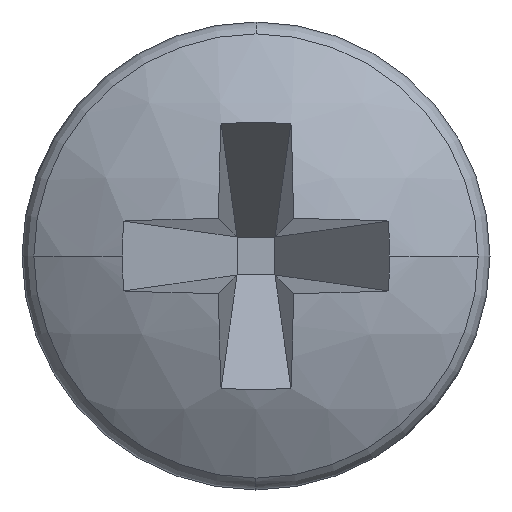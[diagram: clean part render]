
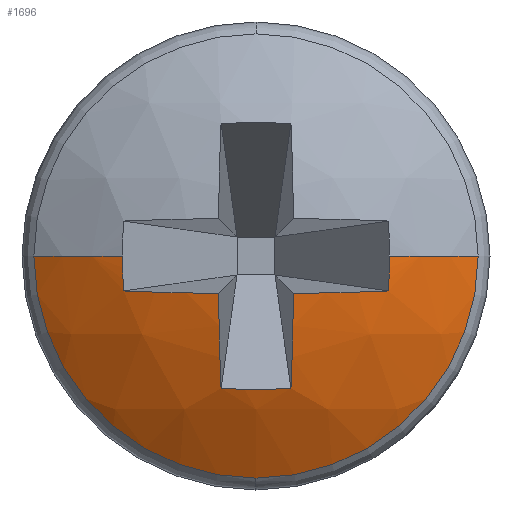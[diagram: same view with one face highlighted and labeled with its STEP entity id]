
A CAD part, left-side view. The second image highlights one B-rep face of the part: STEP entity #1696.
In plain terms, the highlighted spherical face has radius 3.495 mm.
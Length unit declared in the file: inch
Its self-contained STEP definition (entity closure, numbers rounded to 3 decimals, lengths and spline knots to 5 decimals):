
#29 = DIRECTION ( 'NONE',  ( 0., 1., 0. ) ) ;
#41 = AXIS2_PLACEMENT_3D ( 'NONE', #54, #74, #29 ) ;
#54 = CARTESIAN_POINT ( 'NONE',  ( 0.1376, 0., 0. ) ) ;
#57 = DIRECTION ( 'NONE',  ( 1., 0., 0. ) ) ;
#67 = DIRECTION ( 'NONE',  ( 0.994, 0., 0.114 ) ) ;
#74 = DIRECTION ( 'NONE',  ( 0., 0., -1. ) ) ;
#87 = FACE_OUTER_BOUND ( 'NONE', #455, .T. ) ;
#196 = DIRECTION ( 'NONE',  ( 0.629, 0., -0.777 ) ) ;
#198 = EDGE_CURVE ( 'NONE', #1115, #477, #2493, .T. ) ;
#241 = ORIENTED_EDGE ( 'NONE', *, *, #1921, .F. ) ;
#265 = CARTESIAN_POINT ( 'NONE',  ( 0.02512, -0.07926, 0. ) ) ;
#300 = DIRECTION ( 'NONE',  ( -0.114, 0., 0.994 ) ) ;
#329 = CARTESIAN_POINT ( 'NONE',  ( 0.13735, 0., 0.00221 ) ) ;
#400 = ORIENTED_EDGE ( 'NONE', *, *, #2599, .T. ) ;
#432 = CIRCLE ( 'NONE', #3880, 0.07926 ) ;
#437 = CIRCLE ( 'NONE', #3472, 0.1376 ) ;
#455 = EDGE_LOOP ( 'NONE', ( #2621, #3052, #1772, #400, #241, #3278, #2272, #3685, #1882, #3655, #3201 ) ) ;
#477 = VERTEX_POINT ( 'NONE', #2219 ) ;
#478 = DIRECTION ( 'NONE',  ( 0.777, 0.629, 0. ) ) ;
#505 = DIRECTION ( 'NONE',  ( 0., 0., 1. ) ) ;
#601 = DIRECTION ( 'NONE',  ( -0.777, 0., -0.629 ) ) ;
#603 = CIRCLE ( 'NONE', #3775, 0.13031 ) ;
#606 = CARTESIAN_POINT ( 'NONE',  ( 0.1376, 0., 0. ) ) ;
#629 = DIRECTION ( 'NONE',  ( 0.994, 0., 0.114 ) ) ;
#658 = SPHERICAL_SURFACE ( 'NONE', #41, 0.1376 ) ;
#687 = VERTEX_POINT ( 'NONE', #265 ) ;
#704 = EDGE_CURVE ( 'NONE', #882, #477, #2766, .T. ) ;
#749 = DIRECTION ( 'NONE',  ( -0.114, 0., 0.994 ) ) ;
#755 = CARTESIAN_POINT ( 'NONE',  ( 0.13735, 0., 0.00221 ) ) ;
#882 = VERTEX_POINT ( 'NONE', #1057 ) ;
#896 = DIRECTION ( 'NONE',  ( -1., 0., 0. ) ) ;
#958 = CARTESIAN_POINT ( 'NONE',  ( 0.0013, -0.01335, -0.01335 ) ) ;
#1057 = CARTESIAN_POINT ( 'NONE',  ( 0.00897, -0.01247, -0.04724 ) ) ;
#1115 = VERTEX_POINT ( 'NONE', #3452 ) ;
#1173 = VERTEX_POINT ( 'NONE', #3629 ) ;
#1186 = CARTESIAN_POINT ( 'NONE',  ( 0.0085, 0.04762, 0. ) ) ;
#1221 = EDGE_CURVE ( 'NONE', #882, #2836, #2028, .T. ) ;
#1231 = DIRECTION ( 'NONE',  ( 0., 1., 0. ) ) ;
#1247 = EDGE_CURVE ( 'NONE', #3640, #2855, #2467, .T. ) ;
#1291 = AXIS2_PLACEMENT_3D ( 'NONE', #3767, #2483, #2900 ) ;
#1337 = AXIS2_PLACEMENT_3D ( 'NONE', #329, #300, #67 ) ;
#1371 = CARTESIAN_POINT ( 'NONE',  ( 0.10979, 0.03436, 0. ) ) ;
#1438 = DIRECTION ( 'NONE',  ( 0., 0., -1. ) ) ;
#1460 = CARTESIAN_POINT ( 'NONE',  ( 0.1376, 0., 0. ) ) ;
#1469 = AXIS2_PLACEMENT_3D ( 'NONE', #2481, #2802, #2801 ) ;
#1542 = DIRECTION ( 'NONE',  ( 0.629, -0.777, 0. ) ) ;
#1604 = CARTESIAN_POINT ( 'NONE',  ( 0.02512, 0., 0. ) ) ;
#1696 = ADVANCED_FACE ( 'NONE', ( #87 ), #658, .T. ) ;
#1708 = AXIS2_PLACEMENT_3D ( 'NONE', #1604, #896, #505 ) ;
#1710 = VERTEX_POINT ( 'NONE', #2486 ) ;
#1772 = ORIENTED_EDGE ( 'NONE', *, *, #2879, .T. ) ;
#1854 = VERTEX_POINT ( 'NONE', #3125 ) ;
#1882 = ORIENTED_EDGE ( 'NONE', *, *, #3755, .F. ) ;
#1891 = AXIS2_PLACEMENT_3D ( 'NONE', #2120, #2062, #1995 ) ;
#1921 = EDGE_CURVE ( 'NONE', #2836, #1173, #3652, .T. ) ;
#1941 = CIRCLE ( 'NONE', #1891, 0.13031 ) ;
#1995 = DIRECTION ( 'NONE',  ( -0.777, 0.629, 0. ) ) ;
#2028 = CIRCLE ( 'NONE', #1291, 0.13758 ) ;
#2062 = DIRECTION ( 'NONE',  ( 0.629, 0.777, 0. ) ) ;
#2105 = AXIS2_PLACEMENT_3D ( 'NONE', #606, #2516, #57 ) ;
#2120 = CARTESIAN_POINT ( 'NONE',  ( 0.10979, -0.03436, 0. ) ) ;
#2153 = VERTEX_POINT ( 'NONE', #3041 ) ;
#2219 = CARTESIAN_POINT ( 'NONE',  ( 0.00897, 0.01247, -0.04724 ) ) ;
#2272 = ORIENTED_EDGE ( 'NONE', *, *, #704, .T. ) ;
#2467 = CIRCLE ( 'NONE', #2105, 0.1376 ) ;
#2481 = CARTESIAN_POINT ( 'NONE',  ( 0.13735, -0.00221, 0. ) ) ;
#2482 = EDGE_CURVE ( 'NONE', #3640, #2153, #3115, .T. ) ;
#2483 = DIRECTION ( 'NONE',  ( -0.114, 0.994, 0. ) ) ;
#2486 = CARTESIAN_POINT ( 'NONE',  ( 0.0085, -0.04762, 0. ) ) ;
#2493 = CIRCLE ( 'NONE', #1469, 0.13758 ) ;
#2504 = DIRECTION ( 'NONE',  ( 0., 0., 1. ) ) ;
#2516 = DIRECTION ( 'NONE',  ( 0., 0., 1. ) ) ;
#2520 = DIRECTION ( 'NONE',  ( -1., 0., 0. ) ) ;
#2554 = CARTESIAN_POINT ( 'NONE',  ( 0.02512, 0., 0. ) ) ;
#2599 = EDGE_CURVE ( 'NONE', #1710, #1173, #603, .T. ) ;
#2621 = ORIENTED_EDGE ( 'NONE', *, *, #2482, .T. ) ;
#2766 = CIRCLE ( 'NONE', #3566, 0.13031 ) ;
#2801 = DIRECTION ( 'NONE',  ( 0.994, -0.114, 0. ) ) ;
#2802 = DIRECTION ( 'NONE',  ( -0.114, -0.994, 0. ) ) ;
#2836 = VERTEX_POINT ( 'NONE', #958 ) ;
#2855 = VERTEX_POINT ( 'NONE', #1186 ) ;
#2879 = EDGE_CURVE ( 'NONE', #687, #1710, #437, .T. ) ;
#2900 = DIRECTION ( 'NONE',  ( -0.994, -0.114, 0. ) ) ;
#2955 = AXIS2_PLACEMENT_3D ( 'NONE', #755, #749, #629 ) ;
#3041 = CARTESIAN_POINT ( 'NONE',  ( 0.02512, 0., -0.07926 ) ) ;
#3052 = ORIENTED_EDGE ( 'NONE', *, *, #3580, .T. ) ;
#3115 = CIRCLE ( 'NONE', #1708, 0.07926 ) ;
#3125 = CARTESIAN_POINT ( 'NONE',  ( 0.00897, 0.04724, -0.01247 ) ) ;
#3201 = ORIENTED_EDGE ( 'NONE', *, *, #1247, .F. ) ;
#3250 = EDGE_CURVE ( 'NONE', #1854, #2855, #1941, .T. ) ;
#3278 = ORIENTED_EDGE ( 'NONE', *, *, #1221, .F. ) ;
#3452 = CARTESIAN_POINT ( 'NONE',  ( 0.0013, 0.01335, -0.01335 ) ) ;
#3472 = AXIS2_PLACEMENT_3D ( 'NONE', #1460, #1438, #1231 ) ;
#3551 = CARTESIAN_POINT ( 'NONE',  ( 0.10979, 0., 0.03436 ) ) ;
#3566 = AXIS2_PLACEMENT_3D ( 'NONE', #3551, #196, #601 ) ;
#3580 = EDGE_CURVE ( 'NONE', #2153, #687, #432, .T. ) ;
#3629 = CARTESIAN_POINT ( 'NONE',  ( 0.00897, -0.04724, -0.01247 ) ) ;
#3640 = VERTEX_POINT ( 'NONE', #3690 ) ;
#3652 = CIRCLE ( 'NONE', #2955, 0.13758 ) ;
#3655 = ORIENTED_EDGE ( 'NONE', *, *, #3250, .T. ) ;
#3685 = ORIENTED_EDGE ( 'NONE', *, *, #198, .F. ) ;
#3690 = CARTESIAN_POINT ( 'NONE',  ( 0.02512, 0.07926, 0. ) ) ;
#3704 = CIRCLE ( 'NONE', #1337, 0.13758 ) ;
#3755 = EDGE_CURVE ( 'NONE', #1854, #1115, #3704, .T. ) ;
#3767 = CARTESIAN_POINT ( 'NONE',  ( 0.13735, 0.00221, 0. ) ) ;
#3775 = AXIS2_PLACEMENT_3D ( 'NONE', #1371, #1542, #478 ) ;
#3880 = AXIS2_PLACEMENT_3D ( 'NONE', #2554, #2520, #2504 ) ;
